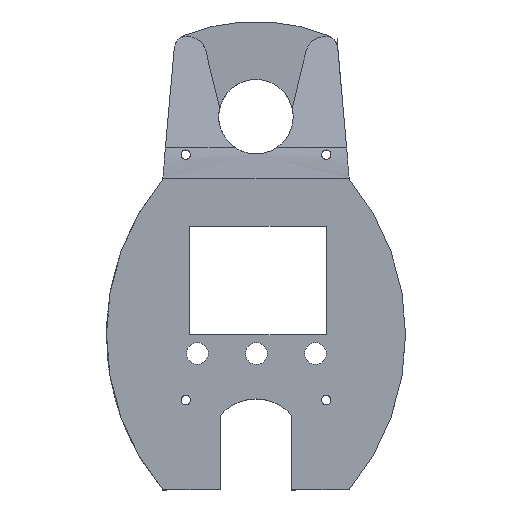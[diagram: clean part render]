
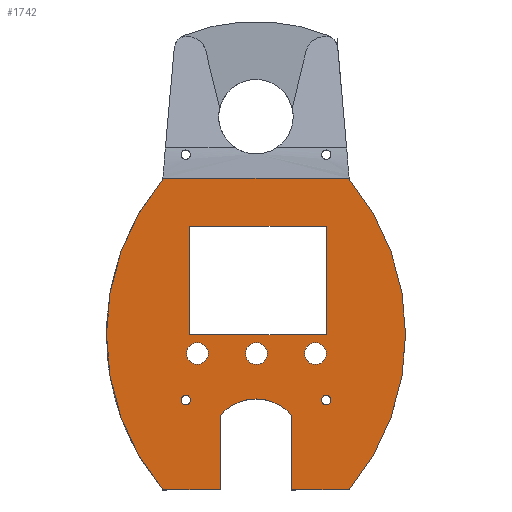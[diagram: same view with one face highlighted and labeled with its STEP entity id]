
A CAD part, top view. The second image highlights one B-rep face of the part: STEP entity #1742.
In plain terms, the highlighted planar face has unit normal (0, 0, 1).
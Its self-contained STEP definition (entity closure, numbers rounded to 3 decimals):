
#47=FACE_BOUND('',#267,.T.);
#48=FACE_BOUND('',#268,.T.);
#49=FACE_BOUND('',#269,.T.);
#50=FACE_BOUND('',#270,.T.);
#51=FACE_BOUND('',#271,.T.);
#52=FACE_BOUND('',#272,.T.);
#99=PLANE('',#1925);
#175=FACE_OUTER_BOUND('',#266,.T.);
#266=EDGE_LOOP('',(#1493,#1494,#1495,#1496,#1497,#1498,#1499,#1500,#1501,
#1502));
#267=EDGE_LOOP('',(#1503));
#268=EDGE_LOOP('',(#1504));
#269=EDGE_LOOP('',(#1505));
#270=EDGE_LOOP('',(#1506,#1507,#1508,#1509));
#271=EDGE_LOOP('',(#1510));
#272=EDGE_LOOP('',(#1511));
#330=LINE('',#2568,#493);
#334=LINE('',#2576,#497);
#337=LINE('',#2582,#500);
#340=LINE('',#2587,#503);
#354=LINE('',#2619,#517);
#359=LINE('',#2629,#522);
#412=LINE('',#2801,#575);
#429=LINE('',#2853,#592);
#448=LINE('',#2914,#611);
#450=LINE('',#3001,#613);
#451=LINE('',#3002,#614);
#493=VECTOR('',#2037,10.);
#497=VECTOR('',#2043,10.);
#500=VECTOR('',#2048,10.);
#503=VECTOR('',#2053,10.);
#517=VECTOR('',#2079,10.);
#522=VECTOR('',#2090,10.);
#575=VECTOR('',#2247,10.);
#592=VECTOR('',#2296,10.);
#611=VECTOR('',#2365,10.);
#613=VECTOR('',#2379,10.);
#614=VECTOR('',#2380,10.);
#648=CIRCLE('',#1808,3.5);
#650=CIRCLE('',#1811,3.5);
#652=CIRCLE('',#1814,3.5);
#655=CIRCLE('',#1826,15.24);
#684=CIRCLE('',#1924,78.);
#685=CIRCLE('',#1926,78.);
#686=CIRCLE('',#1927,1.5);
#687=CIRCLE('',#1928,1.5);
#729=VERTEX_POINT('',#2550);
#731=VERTEX_POINT('',#2556);
#733=VERTEX_POINT('',#2562);
#734=VERTEX_POINT('',#2566);
#735=VERTEX_POINT('',#2567);
#738=VERTEX_POINT('',#2575);
#740=VERTEX_POINT('',#2581);
#752=VERTEX_POINT('',#2616);
#753=VERTEX_POINT('',#2618);
#754=VERTEX_POINT('',#2622);
#755=VERTEX_POINT('',#2627);
#811=VERTEX_POINT('',#2798);
#812=VERTEX_POINT('',#2800);
#830=VERTEX_POINT('',#2850);
#831=VERTEX_POINT('',#2852);
#854=VERTEX_POINT('',#2995);
#855=VERTEX_POINT('',#2999);
#856=VERTEX_POINT('',#3003);
#857=VERTEX_POINT('',#3005);
#902=EDGE_CURVE('',#729,#729,#648,.T.);
#905=EDGE_CURVE('',#731,#731,#650,.T.);
#908=EDGE_CURVE('',#733,#733,#652,.T.);
#909=EDGE_CURVE('',#734,#735,#330,.T.);
#913=EDGE_CURVE('',#735,#738,#334,.T.);
#916=EDGE_CURVE('',#738,#740,#337,.T.);
#919=EDGE_CURVE('',#740,#734,#340,.T.);
#935=EDGE_CURVE('',#753,#752,#354,.T.);
#938=EDGE_CURVE('',#752,#754,#655,.T.);
#941=EDGE_CURVE('',#754,#755,#359,.T.);
#1024=EDGE_CURVE('',#812,#811,#412,.T.);
#1049=EDGE_CURVE('',#831,#830,#429,.T.);
#1081=EDGE_CURVE('',#812,#830,#448,.T.);
#1088=EDGE_CURVE('',#854,#831,#684,.T.);
#1090=EDGE_CURVE('',#811,#855,#685,.T.);
#1091=EDGE_CURVE('',#855,#753,#450,.T.);
#1092=EDGE_CURVE('',#755,#854,#451,.T.);
#1093=EDGE_CURVE('',#856,#856,#686,.T.);
#1094=EDGE_CURVE('',#857,#857,#687,.T.);
#1493=ORIENTED_EDGE('',*,*,#1090,.T.);
#1494=ORIENTED_EDGE('',*,*,#1091,.T.);
#1495=ORIENTED_EDGE('',*,*,#935,.T.);
#1496=ORIENTED_EDGE('',*,*,#938,.T.);
#1497=ORIENTED_EDGE('',*,*,#941,.T.);
#1498=ORIENTED_EDGE('',*,*,#1092,.T.);
#1499=ORIENTED_EDGE('',*,*,#1088,.T.);
#1500=ORIENTED_EDGE('',*,*,#1049,.T.);
#1501=ORIENTED_EDGE('',*,*,#1081,.F.);
#1502=ORIENTED_EDGE('',*,*,#1024,.T.);
#1503=ORIENTED_EDGE('',*,*,#902,.T.);
#1504=ORIENTED_EDGE('',*,*,#905,.T.);
#1505=ORIENTED_EDGE('',*,*,#908,.T.);
#1506=ORIENTED_EDGE('',*,*,#916,.T.);
#1507=ORIENTED_EDGE('',*,*,#919,.T.);
#1508=ORIENTED_EDGE('',*,*,#909,.T.);
#1509=ORIENTED_EDGE('',*,*,#913,.T.);
#1510=ORIENTED_EDGE('',*,*,#1093,.T.);
#1511=ORIENTED_EDGE('',*,*,#1094,.T.);
#1742=ADVANCED_FACE('',(#175,#47,#48,#49,#50,#51,#52),#99,.T.);
#1808=AXIS2_PLACEMENT_3D('',#2552,#2019,#2020);
#1811=AXIS2_PLACEMENT_3D('',#2558,#2026,#2027);
#1814=AXIS2_PLACEMENT_3D('',#2564,#2033,#2034);
#1826=AXIS2_PLACEMENT_3D('',#2624,#2084,#2085);
#1924=AXIS2_PLACEMENT_3D('',#2996,#2372,#2373);
#1925=AXIS2_PLACEMENT_3D('',#2998,#2375,#2376);
#1926=AXIS2_PLACEMENT_3D('',#3000,#2377,#2378);
#1927=AXIS2_PLACEMENT_3D('',#3004,#2381,#2382);
#1928=AXIS2_PLACEMENT_3D('',#3006,#2383,#2384);
#2019=DIRECTION('center_axis',(0.,0.,-1.));
#2020=DIRECTION('ref_axis',(-1.,0.,0.));
#2026=DIRECTION('center_axis',(0.,0.,-1.));
#2027=DIRECTION('ref_axis',(-1.,0.,0.));
#2033=DIRECTION('center_axis',(0.,0.,-1.));
#2034=DIRECTION('ref_axis',(-1.,0.,0.));
#2037=DIRECTION('',(0.,-1.,0.));
#2043=DIRECTION('',(-1.,0.,0.));
#2048=DIRECTION('',(0.,1.,0.));
#2053=DIRECTION('',(1.,0.,0.));
#2079=DIRECTION('',(0.,1.,0.));
#2084=DIRECTION('center_axis',(0.,0.,-1.));
#2085=DIRECTION('ref_axis',(-0.755,-0.656,0.));
#2090=DIRECTION('',(0.,-1.,0.));
#2247=DIRECTION('',(-0.087,-0.996,0.));
#2296=DIRECTION('',(-0.087,0.996,0.));
#2365=DIRECTION('',(1.,0.,0.));
#2372=DIRECTION('center_axis',(0.,0.,1.));
#2373=DIRECTION('ref_axis',(0.768,-0.641,0.));
#2375=DIRECTION('center_axis',(0.,0.,1.));
#2376=DIRECTION('ref_axis',(1.,0.,0.));
#2377=DIRECTION('center_axis',(0.,0.,1.));
#2378=DIRECTION('ref_axis',(-0.768,0.641,0.));
#2379=DIRECTION('',(1.,0.,0.));
#2380=DIRECTION('',(1.,0.,0.));
#2381=DIRECTION('center_axis',(0.,0.,-1.));
#2382=DIRECTION('ref_axis',(-1.,0.,0.));
#2383=DIRECTION('center_axis',(0.,0.,-1.));
#2384=DIRECTION('ref_axis',(-1.,0.,0.));
#2550=CARTESIAN_POINT('',(-3.877,19.862,20.));
#2552=CARTESIAN_POINT('Origin',(-7.377,19.862,20.));
#2556=CARTESIAN_POINT('',(15.123,19.821,20.));
#2558=CARTESIAN_POINT('Origin',(11.623,19.821,20.));
#2562=CARTESIAN_POINT('',(34.123,19.84,20.));
#2564=CARTESIAN_POINT('Origin',(30.623,19.84,20.));
#2566=CARTESIAN_POINT('',(34.123,60.863,20.));
#2567=CARTESIAN_POINT('',(34.123,25.863,20.));
#2568=CARTESIAN_POINT('',(34.123,25.932,20.));
#2575=CARTESIAN_POINT('',(-9.877,25.863,20.));
#2576=CARTESIAN_POINT('',(0.812,25.863,20.));
#2581=CARTESIAN_POINT('',(-9.877,60.863,20.));
#2582=CARTESIAN_POINT('',(-9.877,43.432,20.));
#2587=CARTESIAN_POINT('',(22.812,60.863,20.));
#2616=CARTESIAN_POINT('',(0.,0.,20.));
#2618=CARTESIAN_POINT('',(0.,-24.,20.));
#2619=CARTESIAN_POINT('',(0.,-24.,20.));
#2622=CARTESIAN_POINT('',(23.,0.,20.));
#2624=CARTESIAN_POINT('Origin',(11.5,-10.,20.));
#2627=CARTESIAN_POINT('',(23.,-24.,20.));
#2629=CARTESIAN_POINT('',(23.,0.,20.));
#2798=CARTESIAN_POINT('',(-18.5,76.,20.));
#2800=CARTESIAN_POINT('',(-18.48,76.227,20.));
#2801=CARTESIAN_POINT('',(-18.061,81.,20.));
#2850=CARTESIAN_POINT('',(41.48,76.227,20.));
#2852=CARTESIAN_POINT('',(41.5,76.,20.));
#2853=CARTESIAN_POINT('',(41.5,76.,20.));
#2914=CARTESIAN_POINT('',(11.5,76.227,20.));
#2995=CARTESIAN_POINT('',(41.5,-24.,20.));
#2996=CARTESIAN_POINT('Origin',(-18.367,26.,20.));
#2998=CARTESIAN_POINT('Origin',(11.5,26.,20.));
#2999=CARTESIAN_POINT('',(-18.5,-24.,20.));
#3000=CARTESIAN_POINT('Origin',(41.367,26.,20.));
#3001=CARTESIAN_POINT('',(-18.5,-24.,20.));
#3002=CARTESIAN_POINT('',(23.,-24.,20.));
#3003=CARTESIAN_POINT('',(35.623,4.91,20.));
#3004=CARTESIAN_POINT('Origin',(34.123,4.91,20.));
#3005=CARTESIAN_POINT('',(-9.62,4.91,20.));
#3006=CARTESIAN_POINT('Origin',(-11.12,4.91,20.));
